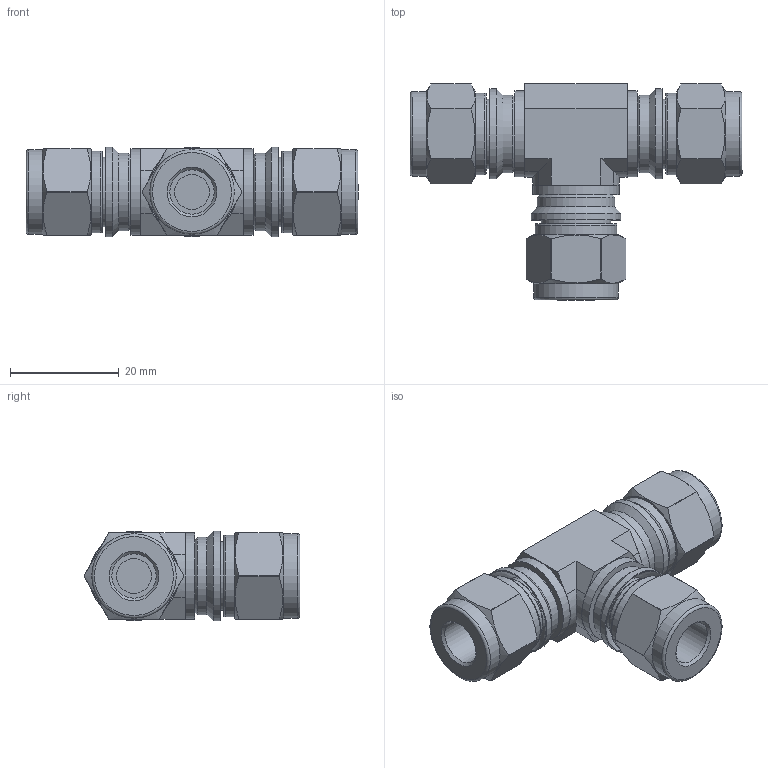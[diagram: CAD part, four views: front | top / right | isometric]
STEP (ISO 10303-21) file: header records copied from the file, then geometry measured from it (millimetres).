
FILE_DESCRIPTION(/* description */ (''),/* implementation_level */ '2;1');
FILE_NAME(/* name */ 'SUTI-5.stp',/* time_stamp */ '2022-07-11T10:24:11+09:00',/* author */ ('user'),/* organization */ (''),/* preprocessor_version */ 'ST-DEVELOPER v18.1',/* originating_system */ 'Autodesk Inventor 2022',/* authorisation */ '');
FILE_SCHEMA (('AUTOMOTIVE_DESIGN { 1 0 10303 214 3 1 1 }'));
Length unit declared in the file: millimetre
Products named in the file (1): SUT-5
Bounding box: 60.94 x 39.64 x 16.5 mm (x, y, z)
Volume: 13613.2 mm3; surface area: 8139.8 mm2
Topology: 1 solids, 1 shells, 139 faces, 308 edges, 195 vertices
Faces by surface type: plane 57, cylinder 52, cone 24, torus 6
Full cylindrical faces by diameter (mm): 6.35 x3, 8.14 x3, 11 x3, 11.4 x3, 12.7 x3, 14.2 x3, 15 x3, 15.5 x3, 15.8 x3, 16.5 x3
Entity records: 3860 total; most frequent: CARTESIAN_POINT 715, DIRECTION 693, ORIENTED_EDGE 616, EDGE_CURVE 308, AXIS2_PLACEMENT_3D 281, VERTEX_POINT 195, EDGE_LOOP 163, CIRCLE 139
